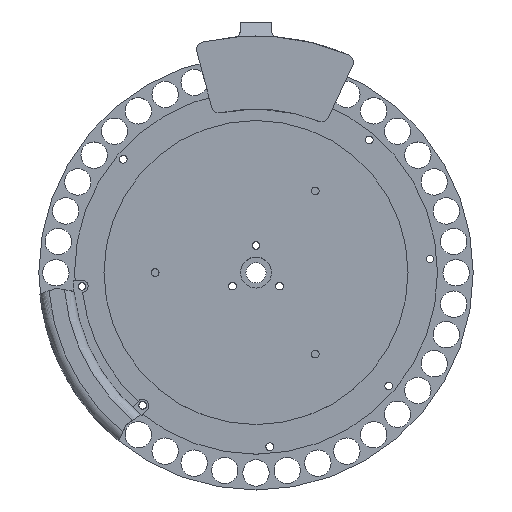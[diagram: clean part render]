
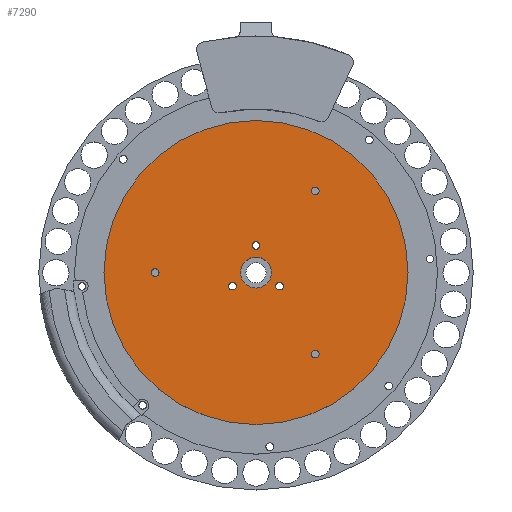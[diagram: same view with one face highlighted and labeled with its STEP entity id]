
A CAD part, top view. The second image highlights one B-rep face of the part: STEP entity #7290.
In plain terms, the highlighted planar face has unit normal (0, 0, 1).
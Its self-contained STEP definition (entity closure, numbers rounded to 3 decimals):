
#86=FACE_BOUND('',#1153,.T.);
#87=FACE_BOUND('',#1154,.T.);
#88=FACE_BOUND('',#1155,.T.);
#89=FACE_BOUND('',#1156,.T.);
#90=FACE_BOUND('',#1157,.T.);
#91=FACE_BOUND('',#1158,.T.);
#92=FACE_BOUND('',#1159,.T.);
#576=PLANE('',#7830);
#743=FACE_OUTER_BOUND('',#1152,.T.);
#1152=EDGE_LOOP('',(#5684));
#1153=EDGE_LOOP('',(#5685));
#1154=EDGE_LOOP('',(#5686));
#1155=EDGE_LOOP('',(#5687));
#1156=EDGE_LOOP('',(#5688));
#1157=EDGE_LOOP('',(#5689));
#1158=EDGE_LOOP('',(#5690));
#1159=EDGE_LOOP('',(#5691));
#1899=CIRCLE('',#7808,2.5);
#1901=CIRCLE('',#7811,2.5);
#1903=CIRCLE('',#7814,2.5);
#1905=CIRCLE('',#7817,2.5);
#1907=CIRCLE('',#7820,10.);
#1909=CIRCLE('',#7823,2.5);
#1911=CIRCLE('',#7826,2.5);
#1913=CIRCLE('',#7829,98.);
#3460=VERTEX_POINT('',#11913);
#3462=VERTEX_POINT('',#11919);
#3464=VERTEX_POINT('',#11925);
#3466=VERTEX_POINT('',#11931);
#3468=VERTEX_POINT('',#11937);
#3470=VERTEX_POINT('',#11943);
#3472=VERTEX_POINT('',#11949);
#3474=VERTEX_POINT('',#11955);
#4261=EDGE_CURVE('',#3460,#3460,#1899,.T.);
#4264=EDGE_CURVE('',#3462,#3462,#1901,.T.);
#4267=EDGE_CURVE('',#3464,#3464,#1903,.T.);
#4270=EDGE_CURVE('',#3466,#3466,#1905,.T.);
#4273=EDGE_CURVE('',#3468,#3468,#1907,.T.);
#4276=EDGE_CURVE('',#3470,#3470,#1909,.T.);
#4279=EDGE_CURVE('',#3472,#3472,#1911,.T.);
#4282=EDGE_CURVE('',#3474,#3474,#1913,.T.);
#5684=ORIENTED_EDGE('',*,*,#4282,.T.);
#5685=ORIENTED_EDGE('',*,*,#4279,.T.);
#5686=ORIENTED_EDGE('',*,*,#4276,.T.);
#5687=ORIENTED_EDGE('',*,*,#4273,.T.);
#5688=ORIENTED_EDGE('',*,*,#4270,.T.);
#5689=ORIENTED_EDGE('',*,*,#4267,.T.);
#5690=ORIENTED_EDGE('',*,*,#4264,.T.);
#5691=ORIENTED_EDGE('',*,*,#4261,.T.);
#7290=ADVANCED_FACE('',(#743,#86,#87,#88,#89,#90,#91,#92),#576,.T.);
#7808=AXIS2_PLACEMENT_3D('',#11915,#9223,#9224);
#7811=AXIS2_PLACEMENT_3D('',#11921,#9230,#9231);
#7814=AXIS2_PLACEMENT_3D('',#11927,#9237,#9238);
#7817=AXIS2_PLACEMENT_3D('',#11933,#9244,#9245);
#7820=AXIS2_PLACEMENT_3D('',#11939,#9251,#9252);
#7823=AXIS2_PLACEMENT_3D('',#11945,#9258,#9259);
#7826=AXIS2_PLACEMENT_3D('',#11951,#9265,#9266);
#7829=AXIS2_PLACEMENT_3D('',#11957,#9272,#9273);
#7830=AXIS2_PLACEMENT_3D('',#11958,#9274,#9275);
#9223=DIRECTION('center_axis',(0.,0.,-1.));
#9224=DIRECTION('ref_axis',(-1.,0.,0.));
#9230=DIRECTION('center_axis',(0.,0.,-1.));
#9231=DIRECTION('ref_axis',(-1.,0.,0.));
#9237=DIRECTION('center_axis',(0.,0.,-1.));
#9238=DIRECTION('ref_axis',(-1.,0.,0.));
#9244=DIRECTION('center_axis',(0.,0.,-1.));
#9245=DIRECTION('ref_axis',(-1.,0.,0.));
#9251=DIRECTION('center_axis',(0.,0.,-1.));
#9252=DIRECTION('ref_axis',(-1.,0.,0.));
#9258=DIRECTION('center_axis',(0.,0.,-1.));
#9259=DIRECTION('ref_axis',(-1.,0.,0.));
#9265=DIRECTION('center_axis',(0.,0.,-1.));
#9266=DIRECTION('ref_axis',(-1.,0.,0.));
#9272=DIRECTION('center_axis',(0.,0.,1.));
#9273=DIRECTION('ref_axis',(1.,0.,0.));
#9274=DIRECTION('center_axis',(0.,0.,1.));
#9275=DIRECTION('ref_axis',(1.,0.,0.));
#11913=CARTESIAN_POINT('',(-62.5,0.,30.));
#11915=CARTESIAN_POINT('Origin',(-65.,0.,30.));
#11919=CARTESIAN_POINT('',(40.706,-52.586,30.));
#11921=CARTESIAN_POINT('Origin',(38.206,-52.586,30.));
#11925=CARTESIAN_POINT('',(40.706,52.586,30.));
#11927=CARTESIAN_POINT('Origin',(38.206,52.586,30.));
#11931=CARTESIAN_POINT('',(-12.655,-8.75,30.));
#11933=CARTESIAN_POINT('Origin',(-15.155,-8.75,30.));
#11937=CARTESIAN_POINT('',(10.,0.,30.));
#11939=CARTESIAN_POINT('Origin',(0.,0.,30.));
#11943=CARTESIAN_POINT('',(17.655,-8.75,30.));
#11945=CARTESIAN_POINT('Origin',(15.155,-8.75,30.));
#11949=CARTESIAN_POINT('',(2.5,17.5,30.));
#11951=CARTESIAN_POINT('Origin',(0.,17.5,30.));
#11955=CARTESIAN_POINT('',(-98.,0.,30.));
#11957=CARTESIAN_POINT('Origin',(0.,0.,30.));
#11958=CARTESIAN_POINT('Origin',(0.,0.,30.));
